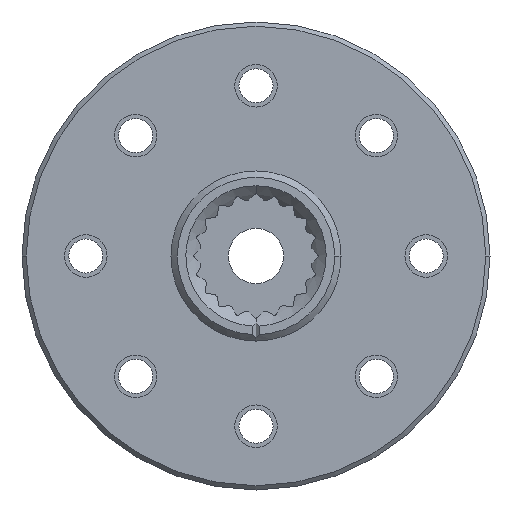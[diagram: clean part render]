
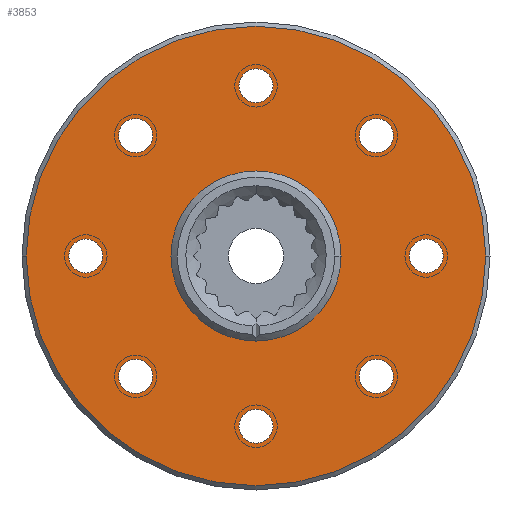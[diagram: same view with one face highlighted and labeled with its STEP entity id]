
A CAD part, front view. The second image highlights one B-rep face of the part: STEP entity #3853.
In plain terms, the highlighted planar face has unit normal (0, -1, 0).
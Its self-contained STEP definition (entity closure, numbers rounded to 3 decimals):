
#1090=CARTESIAN_POINT('',(0.,0.,0.));
#1091=DIRECTION('',(0.,1.,0.));
#1092=DIRECTION('',(1.,0.,0.));
#1093=AXIS2_PLACEMENT_3D('',#1090,#1091,#1092);
#1095=CARTESIAN_POINT('',(0.,0.,0.));
#1096=DIRECTION('',(0.,-1.,0.));
#1097=DIRECTION('',(1.,0.,0.));
#1098=AXIS2_PLACEMENT_3D('',#1095,#1096,#1097);
#1100=CARTESIAN_POINT('',(0.,0.,
0.));
#1101=DIRECTION('',(0.,1.,0.));
#1102=DIRECTION('',(-1.,0.,0.));
#1103=AXIS2_PLACEMENT_3D('',#1100,#1101,#1102);
#1105=CARTESIAN_POINT('',(0.,0.,
0.));
#1106=DIRECTION('',(0.,1.,0.));
#1107=DIRECTION('',(1.,0.,0.));
#1108=AXIS2_PLACEMENT_3D('',#1105,#1106,#1107);
#1110=CARTESIAN_POINT('',(0.,0.,-8.));
#1111=DIRECTION('',(0.,1.,0.));
#1112=DIRECTION('',(1.,0.,0.));
#1113=AXIS2_PLACEMENT_3D('',#1110,#1111,#1112);
#1115=CARTESIAN_POINT('',(0.,0.,-8.));
#1116=DIRECTION('',(0.,1.,0.));
#1117=DIRECTION('',(-1.,0.,0.));
#1118=AXIS2_PLACEMENT_3D('',#1115,#1116,#1117);
#1120=CARTESIAN_POINT('',(5.657,0.,-5.657));
#1121=DIRECTION('',(0.,1.,0.));
#1122=DIRECTION('',(1.,0.,0.));
#1123=AXIS2_PLACEMENT_3D('',#1120,#1121,#1122);
#1125=CARTESIAN_POINT('',(5.657,0.,-5.657));
#1126=DIRECTION('',(0.,1.,0.));
#1127=DIRECTION('',(-1.,0.,0.));
#1128=AXIS2_PLACEMENT_3D('',#1125,#1126,#1127);
#1130=CARTESIAN_POINT('',(8.,0.,0.));
#1131=DIRECTION('',(0.,1.,0.));
#1132=DIRECTION('',(1.,0.,0.));
#1133=AXIS2_PLACEMENT_3D('',#1130,#1131,#1132);
#1135=CARTESIAN_POINT('',(8.,0.,0.));
#1136=DIRECTION('',(0.,1.,0.));
#1137=DIRECTION('',(-1.,0.,0.));
#1138=AXIS2_PLACEMENT_3D('',#1135,#1136,#1137);
#1140=CARTESIAN_POINT('',(5.657,0.,5.657));
#1141=DIRECTION('',(0.,1.,0.));
#1142=DIRECTION('',(1.,0.,0.));
#1143=AXIS2_PLACEMENT_3D('',#1140,#1141,#1142);
#1145=CARTESIAN_POINT('',(5.657,0.,5.657));
#1146=DIRECTION('',(0.,1.,0.));
#1147=DIRECTION('',(-1.,0.,0.));
#1148=AXIS2_PLACEMENT_3D('',#1145,#1146,#1147);
#1150=CARTESIAN_POINT('',(0.,0.,8.));
#1151=DIRECTION('',(0.,1.,0.));
#1152=DIRECTION('',(1.,0.,0.));
#1153=AXIS2_PLACEMENT_3D('',#1150,#1151,#1152);
#1155=CARTESIAN_POINT('',(0.,0.,8.));
#1156=DIRECTION('',(0.,1.,0.));
#1157=DIRECTION('',(-1.,0.,0.));
#1158=AXIS2_PLACEMENT_3D('',#1155,#1156,#1157);
#1160=CARTESIAN_POINT('',(-5.657,0.,5.657));
#1161=DIRECTION('',(0.,1.,0.));
#1162=DIRECTION('',(1.,0.,0.));
#1163=AXIS2_PLACEMENT_3D('',#1160,#1161,#1162);
#1165=CARTESIAN_POINT('',(-5.657,0.,5.657));
#1166=DIRECTION('',(0.,1.,0.));
#1167=DIRECTION('',(-1.,0.,0.));
#1168=AXIS2_PLACEMENT_3D('',#1165,#1166,#1167);
#1170=CARTESIAN_POINT('',(-8.,0.,0.));
#1171=DIRECTION('',(0.,1.,0.));
#1172=DIRECTION('',(1.,0.,0.));
#1173=AXIS2_PLACEMENT_3D('',#1170,#1171,#1172);
#1175=CARTESIAN_POINT('',(-8.,0.,0.));
#1176=DIRECTION('',(0.,1.,0.));
#1177=DIRECTION('',(-1.,0.,0.));
#1178=AXIS2_PLACEMENT_3D('',#1175,#1176,#1177);
#1180=CARTESIAN_POINT('',(-5.657,0.,-5.657));
#1181=DIRECTION('',(0.,1.,0.));
#1182=DIRECTION('',(1.,0.,0.));
#1183=AXIS2_PLACEMENT_3D('',#1180,#1181,#1182);
#1185=CARTESIAN_POINT('',(-5.657,0.,-5.657));
#1186=DIRECTION('',(0.,1.,0.));
#1187=DIRECTION('',(-1.,0.,0.));
#1188=AXIS2_PLACEMENT_3D('',#1185,#1186,#1187);
#2087=CARTESIAN_POINT('',(4.,0.,0.));
#2088=CARTESIAN_POINT('',(-4.,0.,0.));
#2089=VERTEX_POINT('',#2087);
#2090=VERTEX_POINT('',#2088);
#2408=CARTESIAN_POINT('',(-10.8,0.,0.));
#2409=CARTESIAN_POINT('',(10.8,0.,0.));
#2410=VERTEX_POINT('',#2408);
#2411=VERTEX_POINT('',#2409);
#2461=CARTESIAN_POINT('',(0.8,0.,-8.));
#2462=CARTESIAN_POINT('',(-0.8,0.,-8.));
#2463=VERTEX_POINT('',#2461);
#2464=VERTEX_POINT('',#2462);
#2473=CARTESIAN_POINT('',(6.457,0.,-5.657));
#2474=CARTESIAN_POINT('',(4.857,0.,-5.657));
#2475=VERTEX_POINT('',#2473);
#2476=VERTEX_POINT('',#2474);
#2485=CARTESIAN_POINT('',(8.8,0.,0.));
#2486=CARTESIAN_POINT('',(7.2,0.,0.));
#2487=VERTEX_POINT('',#2485);
#2488=VERTEX_POINT('',#2486);
#2497=CARTESIAN_POINT('',(6.457,0.,5.657));
#2498=CARTESIAN_POINT('',(4.857,0.,5.657));
#2499=VERTEX_POINT('',#2497);
#2500=VERTEX_POINT('',#2498);
#2509=CARTESIAN_POINT('',(0.8,0.,8.));
#2510=CARTESIAN_POINT('',(-0.8,0.,8.));
#2511=VERTEX_POINT('',#2509);
#2512=VERTEX_POINT('',#2510);
#2521=CARTESIAN_POINT('',(-4.857,0.,5.657));
#2522=CARTESIAN_POINT('',(-6.457,0.,5.657));
#2523=VERTEX_POINT('',#2521);
#2524=VERTEX_POINT('',#2522);
#2533=CARTESIAN_POINT('',(-7.2,0.,0.));
#2534=CARTESIAN_POINT('',(-8.8,0.,0.));
#2535=VERTEX_POINT('',#2533);
#2536=VERTEX_POINT('',#2534);
#2545=CARTESIAN_POINT('',(-4.857,0.,-5.657));
#2546=CARTESIAN_POINT('',(-6.457,0.,-5.657));
#2547=VERTEX_POINT('',#2545);
#2548=VERTEX_POINT('',#2546);
#3791=CARTESIAN_POINT('',(0.,0.,0.));
#3792=DIRECTION('',(0.,-1.,0.));
#3793=DIRECTION('',(-1.,0.,0.));
#3794=AXIS2_PLACEMENT_3D('',#3791,#3792,#3793);
#3795=PLANE('',#3794);
#3796=ORIENTED_EDGE('',*,*,#3771,.T.);
#3797=ORIENTED_EDGE('',*,*,#3785,.T.);
#3798=EDGE_LOOP('',(#3796,#3797));
#3799=FACE_OUTER_BOUND('',#3798,.F.);
#3800=ORIENTED_EDGE('',*,*,#2602,.F.);
#3802=ORIENTED_EDGE('',*,*,#3801,.T.);
#3803=EDGE_LOOP('',(#3800,#3802));
#3804=FACE_BOUND('',#3803,.F.);
#3806=ORIENTED_EDGE('',*,*,#3805,.F.);
#3808=ORIENTED_EDGE('',*,*,#3807,.F.);
#3809=EDGE_LOOP('',(#3806,#3808));
#3810=FACE_BOUND('',#3809,.F.);
#3812=ORIENTED_EDGE('',*,*,#3811,.F.);
#3814=ORIENTED_EDGE('',*,*,#3813,.F.);
#3815=EDGE_LOOP('',(#3812,#3814));
#3816=FACE_BOUND('',#3815,.F.);
#3818=ORIENTED_EDGE('',*,*,#3817,.F.);
#3820=ORIENTED_EDGE('',*,*,#3819,.F.);
#3821=EDGE_LOOP('',(#3818,#3820));
#3822=FACE_BOUND('',#3821,.F.);
#3824=ORIENTED_EDGE('',*,*,#3823,.F.);
#3826=ORIENTED_EDGE('',*,*,#3825,.F.);
#3827=EDGE_LOOP('',(#3824,#3826));
#3828=FACE_BOUND('',#3827,.F.);
#3830=ORIENTED_EDGE('',*,*,#3829,.F.);
#3832=ORIENTED_EDGE('',*,*,#3831,.F.);
#3833=EDGE_LOOP('',(#3830,#3832));
#3834=FACE_BOUND('',#3833,.F.);
#3836=ORIENTED_EDGE('',*,*,#3835,.F.);
#3838=ORIENTED_EDGE('',*,*,#3837,.F.);
#3839=EDGE_LOOP('',(#3836,#3838));
#3840=FACE_BOUND('',#3839,.F.);
#3842=ORIENTED_EDGE('',*,*,#3841,.F.);
#3844=ORIENTED_EDGE('',*,*,#3843,.F.);
#3845=EDGE_LOOP('',(#3842,#3844));
#3846=FACE_BOUND('',#3845,.F.);
#3848=ORIENTED_EDGE('',*,*,#3847,.F.);
#3850=ORIENTED_EDGE('',*,*,#3849,.F.);
#3851=EDGE_LOOP('',(#3848,#3850));
#3852=FACE_BOUND('',#3851,.F.);
#3853=ADVANCED_FACE('',(#3799,#3804,#3810,#3816,#3822,#3828,#3834,#3840,#3846,
#3852),#3795,.T.);
#1094=CIRCLE('',#1093,4.);
#1099=CIRCLE('',#1098,4.);
#1104=CIRCLE('',#1103,10.8);
#1109=CIRCLE('',#1108,10.8);
#1114=CIRCLE('',#1113,0.8);
#1119=CIRCLE('',#1118,0.8);
#1124=CIRCLE('',#1123,0.8);
#1129=CIRCLE('',#1128,0.8);
#1134=CIRCLE('',#1133,0.8);
#1139=CIRCLE('',#1138,0.8);
#1144=CIRCLE('',#1143,0.8);
#1149=CIRCLE('',#1148,0.8);
#1154=CIRCLE('',#1153,0.8);
#1159=CIRCLE('',#1158,0.8);
#1164=CIRCLE('',#1163,0.8);
#1169=CIRCLE('',#1168,0.8);
#1174=CIRCLE('',#1173,0.8);
#1179=CIRCLE('',#1178,0.8);
#1184=CIRCLE('',#1183,0.8);
#1189=CIRCLE('',#1188,0.8);
#2602=EDGE_CURVE('',#2089,#2090,#1094,.T.);
#3771=EDGE_CURVE('',#2410,#2411,#1104,.T.);
#3785=EDGE_CURVE('',#2411,#2410,#1109,.T.);
#3801=EDGE_CURVE('',#2089,#2090,#1099,.T.);
#3805=EDGE_CURVE('',#2463,#2464,#1114,.T.);
#3807=EDGE_CURVE('',#2464,#2463,#1119,.T.);
#3811=EDGE_CURVE('',#2475,#2476,#1124,.T.);
#3813=EDGE_CURVE('',#2476,#2475,#1129,.T.);
#3817=EDGE_CURVE('',#2487,#2488,#1134,.T.);
#3819=EDGE_CURVE('',#2488,#2487,#1139,.T.);
#3823=EDGE_CURVE('',#2499,#2500,#1144,.T.);
#3825=EDGE_CURVE('',#2500,#2499,#1149,.T.);
#3829=EDGE_CURVE('',#2511,#2512,#1154,.T.);
#3831=EDGE_CURVE('',#2512,#2511,#1159,.T.);
#3835=EDGE_CURVE('',#2523,#2524,#1164,.T.);
#3837=EDGE_CURVE('',#2524,#2523,#1169,.T.);
#3841=EDGE_CURVE('',#2535,#2536,#1174,.T.);
#3843=EDGE_CURVE('',#2536,#2535,#1179,.T.);
#3847=EDGE_CURVE('',#2547,#2548,#1184,.T.);
#3849=EDGE_CURVE('',#2548,#2547,#1189,.T.);
